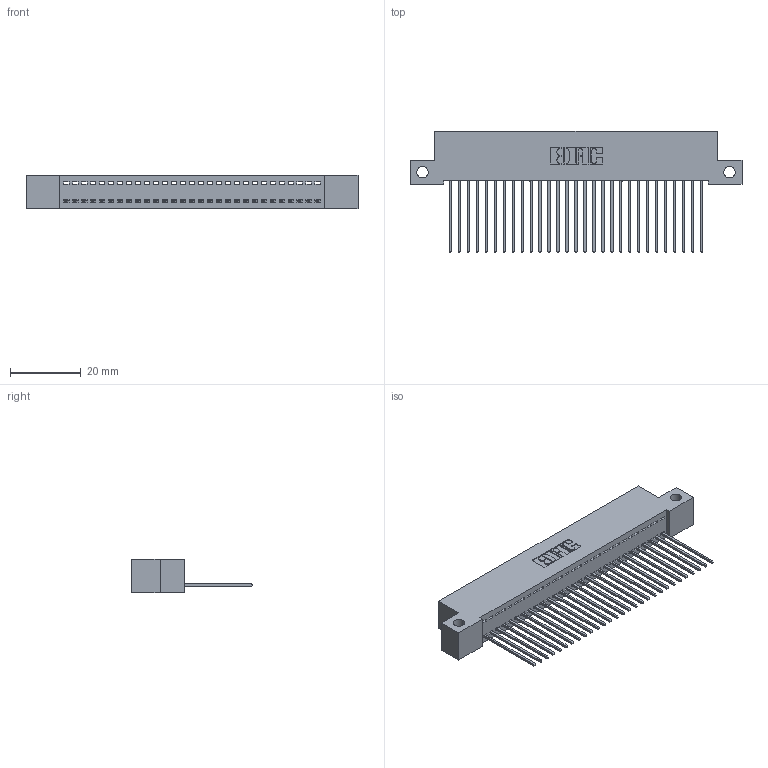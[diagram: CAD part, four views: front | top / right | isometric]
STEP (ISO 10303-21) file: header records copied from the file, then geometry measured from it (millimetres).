
FILE_DESCRIPTION (( 'STEP AP203' ), '1' );
FILE_NAME ('392-029-541-112.STEP', '2018-08-15T21:52:14', ( '' ), ( '' ), 'SwSTEP 2.0', 'SolidWorks 2016', '' );
FILE_SCHEMA (( 'CONFIG_CONTROL_DESIGN' ));
Length unit declared in the file: inch
Products named in the file (3): 342 Part_Side Mount; 345-292-001_345-293-141; 392-029-541-112
Assembly tree (30 placements, depth 2):
  392-029-541-112
    342 Part_Side Mount
    345-292-001_345-293-141  x29
Bounding box: 93.98 x 34.3 x 9.4 mm (x, y, z)
Volume: 8214.1 mm3; surface area: 12200.3 mm2
Topology: 30 solids, 30 shells, 1792 faces, 5403 edges, 3562 vertices
Faces by surface type: plane 1284, cylinder 508
Entity records: 19299 total; most frequent: CARTESIAN_POINT 3337, ORIENTED_EDGE 3302, DIRECTION 2841, EDGE_CURVE 1651, VECTOR 1523, LINE 1523, VERTEX_POINT 1098, AXIS2_PLACEMENT_3D 659
